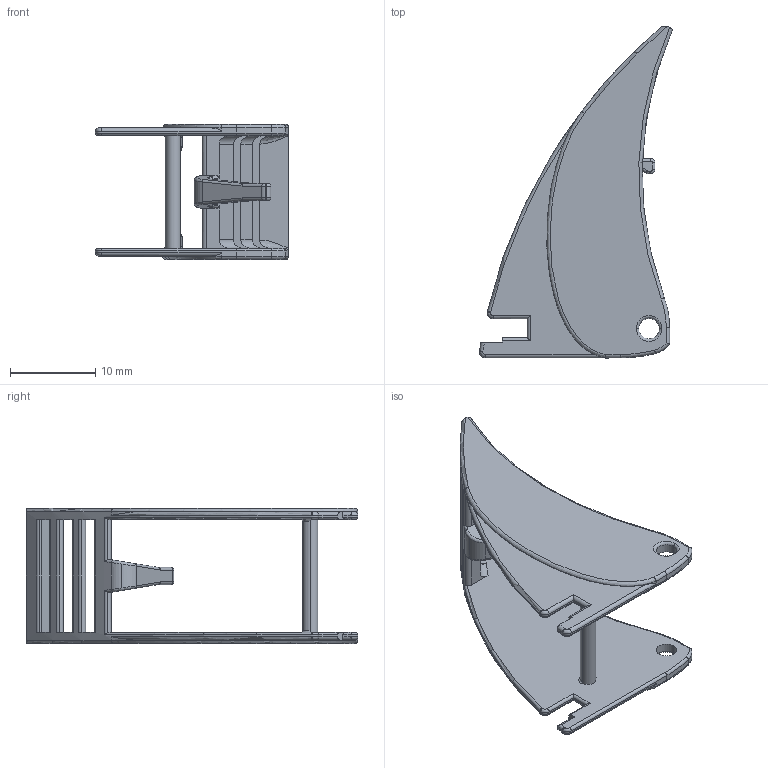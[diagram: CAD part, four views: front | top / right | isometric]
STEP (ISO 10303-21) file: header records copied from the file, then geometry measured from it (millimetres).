
FILE_DESCRIPTION (( 'STEP AP214' ), '1' );
FILE_NAME ('GZT80-0040.STEP', '2016-06-20T12:10:09', ( '' ), ( '' ), 'SwSTEP 2.0', 'SolidWorks 2016', '' );
FILE_SCHEMA (( 'AUTOMOTIVE_DESIGN' ));
Length unit declared in the file: millimetre
Products named in the file (1): GZT80-0040
Bounding box: 22.59 x 38.82 x 15.8 mm (x, y, z)
Volume: 1435.5 mm3; surface area: 2702.3 mm2
Topology: 1 solids, 1 shells, 236 faces, 595 edges, 354 vertices
Faces by surface type: cylinder 100, torus 60, plane 52, bspline 24
Entity records: 8141 total; most frequent: CARTESIAN_POINT 2645, ORIENTED_EDGE 1178, DIRECTION 1159, EDGE_CURVE 589, AXIS2_PLACEMENT_3D 464, VERTEX_POINT 354, CIRCLE 251, EDGE_LOOP 245
